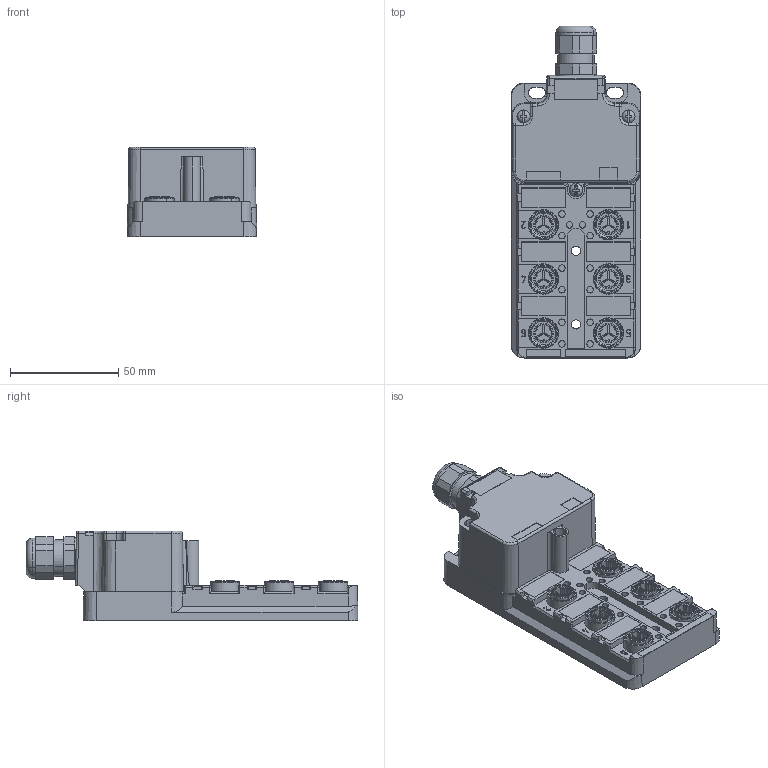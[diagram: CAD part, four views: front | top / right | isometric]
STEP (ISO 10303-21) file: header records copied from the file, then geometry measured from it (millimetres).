
FILE_DESCRIPTION(('CATIA V5 STEP Exchange','CAx-IF Rec.Pracs.--- Model Styling and Organization---1.4--- 2014-01-23'),'2;1');
FILE_NAME ('020646-3_0', '2021-01-21T10:22:18+00:00', ('none'), ('Weidmueller'), 'CATIA Version 5-6 Release 2016 SP3 HF44', 'CATIA V5 STEP AP214', 'none');
FILE_SCHEMA(('AUTOMOTIVE_DESIGN { 1 0 10303 214 1 1 1 1 }'));
Products named in the file (1): 1760050000
Bounding box: 60 x 153.33 x 41.5 mm (x, y, z)
Volume: 143720.4 mm3; surface area: 84917.9 mm2
Topology: 86 solids, 87 shells, 3782 faces, 9676 edges, 6215 vertices
Faces by surface type: plane 2221, cylinder 1159, cone 210, torus 174, sphere 18
Entity records: 107494 total; most frequent: CARTESIAN_POINT 21089, ORIENTED_EDGE 19312, DIRECTION 14682, EDGE_CURVE 9656, VERTEX_POINT 6215, VECTOR 6119, LINE 6119, AXIS2_PLACEMENT_3D 5701
